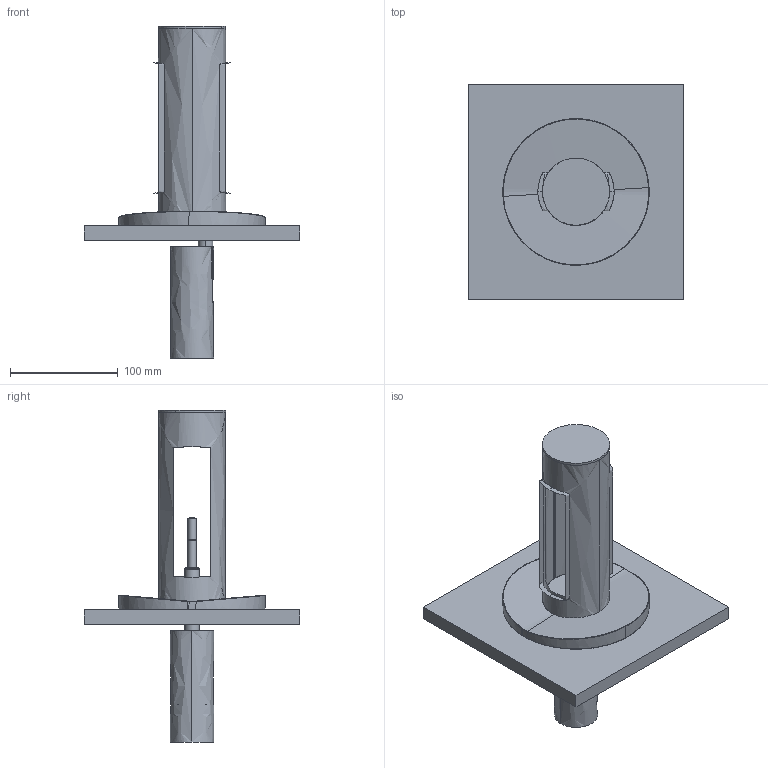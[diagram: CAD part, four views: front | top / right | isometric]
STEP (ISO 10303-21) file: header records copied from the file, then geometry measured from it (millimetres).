
FILE_DESCRIPTION(/* description */ (''),/* implementation_level */ '2;1');
FILE_NAME(/* name */ 'STRUT. INCASSO TELESC. VECTOR 40 TRIMLESS',/* time_stamp */ '2018-02-16T17:29:06+01:00',/* author */ (''),/* organization */ (''),/* preprocessor_version */ 'ST-DEVELOPER v15',/* originating_system */ '',/* authorisation */ '');
FILE_SCHEMA (('CONFIG_CONTROL_DESIGN'));
Length unit declared in the file: millimetre
Products named in the file (1): Document
Bounding box: 200 x 200 x 307.65 mm (x, y, z)
Volume: 521791.6 mm3; surface area: 232098 mm2
Topology: 4 solids, 169 shells, 535 faces, 1661 edges, 1257 vertices
Faces by surface type: bspline 454, plane 81
Entity records: 36567 total; most frequent: CARTESIAN_POINT 28192, ORIENTED_EDGE 2391, EDGE_CURVE 1631, VERTEX_POINT 1251, B_SPLINE_CURVE_WITH_KNOTS 706, EDGE_LOOP 562, ADVANCED_FACE 535, FACE_OUTER_BOUND 535
